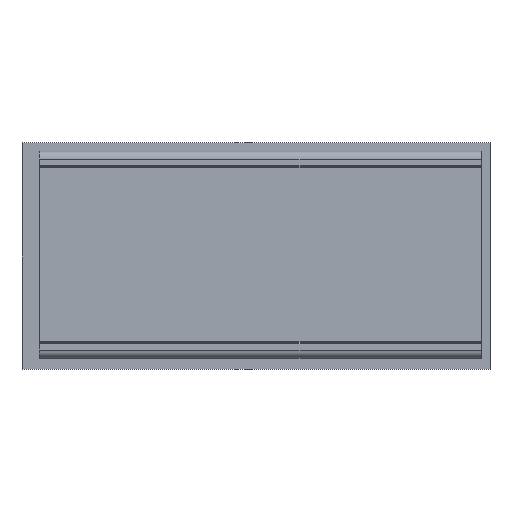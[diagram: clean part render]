
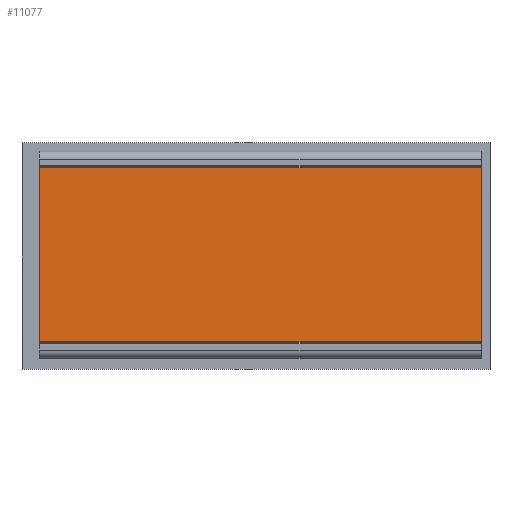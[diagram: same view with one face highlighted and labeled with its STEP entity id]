
A CAD part, top view. The second image highlights one B-rep face of the part: STEP entity #11077.
In plain terms, the highlighted planar face has unit normal (0, 0, 1).
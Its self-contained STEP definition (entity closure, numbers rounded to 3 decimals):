
#118 = PLANE('',#119);
#119 = AXIS2_PLACEMENT_3D('',#120,#121,#122);
#120 = CARTESIAN_POINT('',(-22.604,110.201,
    26.446));
#121 = DIRECTION('',(0.,1.,0.));
#122 = DIRECTION('',(1.,0.,0.));
#177 = PLANE('',#178);
#178 = AXIS2_PLACEMENT_3D('',#179,#180,#181);
#179 = CARTESIAN_POINT('',(-22.604,-109.799,
    26.446));
#180 = DIRECTION('',(0.,1.,0.));
#181 = DIRECTION('',(1.,0.,0.));
#7409 = VERTEX_POINT('',#7410);
#7410 = CARTESIAN_POINT('',(-65.854,-109.799,1.65));
#7425 = CYLINDRICAL_SURFACE('',#7426,1.);
#7426 = AXIS2_PLACEMENT_3D('',#7427,#7428,#7429);
#7427 = CARTESIAN_POINT('',(-65.854,110.201,2.65));
#7428 = DIRECTION('',(0.,-1.,0.));
#7429 = DIRECTION('',(0.,0.,-1.));
#7437 = EDGE_CURVE('',#7438,#7409,#7440,.T.);
#7438 = VERTEX_POINT('',#7439);
#7439 = CARTESIAN_POINT('',(20.646,-109.799,1.65));
#7440 = SURFACE_CURVE('',#7441,(#7445,#7452),.PCURVE_S1.);
#7441 = LINE('',#7442,#7443);
#7442 = CARTESIAN_POINT('',(20.646,-109.799,1.65));
#7443 = VECTOR('',#7444,1.);
#7444 = DIRECTION('',(-1.,0.,0.));
#7445 = PCURVE('',#177,#7446);
#7446 = DEFINITIONAL_REPRESENTATION('',(#7447),#7451);
#7447 = LINE('',#7448,#7449);
#7448 = CARTESIAN_POINT('',(43.25,24.796));
#7449 = VECTOR('',#7450,1.);
#7450 = DIRECTION('',(-1.,0.));
#7451 = ( GEOMETRIC_REPRESENTATION_CONTEXT(2) 
PARAMETRIC_REPRESENTATION_CONTEXT() REPRESENTATION_CONTEXT('2D SPACE',''
  ) );
#7452 = PCURVE('',#7453,#7458);
#7453 = PLANE('',#7454);
#7454 = AXIS2_PLACEMENT_3D('',#7455,#7456,#7457);
#7455 = CARTESIAN_POINT('',(-22.604,110.201,1.65));
#7456 = DIRECTION('',(0.,0.,-1.));
#7457 = DIRECTION('',(0.,1.,0.));
#7458 = DEFINITIONAL_REPRESENTATION('',(#7459),#7463);
#7459 = LINE('',#7460,#7461);
#7460 = CARTESIAN_POINT('',(-220.,43.25));
#7461 = VECTOR('',#7462,1.);
#7462 = DIRECTION('',(0.,-1.));
#7463 = ( GEOMETRIC_REPRESENTATION_CONTEXT(2) 
PARAMETRIC_REPRESENTATION_CONTEXT() REPRESENTATION_CONTEXT('2D SPACE',''
  ) );
#7482 = CYLINDRICAL_SURFACE('',#7483,1.);
#7483 = AXIS2_PLACEMENT_3D('',#7484,#7485,#7486);
#7484 = CARTESIAN_POINT('',(20.646,110.201,2.65));
#7485 = DIRECTION('',(0.,-1.,0.));
#7486 = DIRECTION('',(1.,0.,0.));
#11077 = ADVANCED_FACE('',(#11078),#7453,.F.);
#11078 = FACE_BOUND('',#11079,.F.);
#11079 = EDGE_LOOP('',(#11080,#11103,#11126,#11147));
#11080 = ORIENTED_EDGE('',*,*,#11081,.F.);
#11081 = EDGE_CURVE('',#11082,#7409,#11084,.T.);
#11082 = VERTEX_POINT('',#11083);
#11083 = CARTESIAN_POINT('',(-65.854,110.201,1.65));
#11084 = SURFACE_CURVE('',#11085,(#11089,#11096),.PCURVE_S1.);
#11085 = LINE('',#11086,#11087);
#11086 = CARTESIAN_POINT('',(-65.854,110.201,1.65));
#11087 = VECTOR('',#11088,1.);
#11088 = DIRECTION('',(0.,-1.,0.));
#11089 = PCURVE('',#7453,#11090);
#11090 = DEFINITIONAL_REPRESENTATION('',(#11091),#11095);
#11091 = LINE('',#11092,#11093);
#11092 = CARTESIAN_POINT('',(0.,-43.25));
#11093 = VECTOR('',#11094,1.);
#11094 = DIRECTION('',(-1.,0.));
#11095 = ( GEOMETRIC_REPRESENTATION_CONTEXT(2) 
PARAMETRIC_REPRESENTATION_CONTEXT() REPRESENTATION_CONTEXT('2D SPACE',''
  ) );
#11096 = PCURVE('',#7425,#11097);
#11097 = DEFINITIONAL_REPRESENTATION('',(#11098),#11102);
#11098 = LINE('',#11099,#11100);
#11099 = CARTESIAN_POINT('',(6.283,0.));
#11100 = VECTOR('',#11101,1.);
#11101 = DIRECTION('',(0.,1.));
#11102 = ( GEOMETRIC_REPRESENTATION_CONTEXT(2) 
PARAMETRIC_REPRESENTATION_CONTEXT() REPRESENTATION_CONTEXT('2D SPACE',''
  ) );
#11103 = ORIENTED_EDGE('',*,*,#11104,.T.);
#11104 = EDGE_CURVE('',#11082,#11105,#11107,.T.);
#11105 = VERTEX_POINT('',#11106);
#11106 = CARTESIAN_POINT('',(20.646,110.201,1.65));
#11107 = SURFACE_CURVE('',#11108,(#11112,#11119),.PCURVE_S1.);
#11108 = LINE('',#11109,#11110);
#11109 = CARTESIAN_POINT('',(-65.854,110.201,1.65));
#11110 = VECTOR('',#11111,1.);
#11111 = DIRECTION('',(1.,0.,0.));
#11112 = PCURVE('',#7453,#11113);
#11113 = DEFINITIONAL_REPRESENTATION('',(#11114),#11118);
#11114 = LINE('',#11115,#11116);
#11115 = CARTESIAN_POINT('',(0.,-43.25));
#11116 = VECTOR('',#11117,1.);
#11117 = DIRECTION('',(0.,1.));
#11118 = ( GEOMETRIC_REPRESENTATION_CONTEXT(2) 
PARAMETRIC_REPRESENTATION_CONTEXT() REPRESENTATION_CONTEXT('2D SPACE',''
  ) );
#11119 = PCURVE('',#118,#11120);
#11120 = DEFINITIONAL_REPRESENTATION('',(#11121),#11125);
#11121 = LINE('',#11122,#11123);
#11122 = CARTESIAN_POINT('',(-43.25,24.796));
#11123 = VECTOR('',#11124,1.);
#11124 = DIRECTION('',(1.,0.));
#11125 = ( GEOMETRIC_REPRESENTATION_CONTEXT(2) 
PARAMETRIC_REPRESENTATION_CONTEXT() REPRESENTATION_CONTEXT('2D SPACE',''
  ) );
#11126 = ORIENTED_EDGE('',*,*,#11127,.T.);
#11127 = EDGE_CURVE('',#11105,#7438,#11128,.T.);
#11128 = SURFACE_CURVE('',#11129,(#11133,#11140),.PCURVE_S1.);
#11129 = LINE('',#11130,#11131);
#11130 = CARTESIAN_POINT('',(20.646,110.201,1.65));
#11131 = VECTOR('',#11132,1.);
#11132 = DIRECTION('',(0.,-1.,0.));
#11133 = PCURVE('',#7453,#11134);
#11134 = DEFINITIONAL_REPRESENTATION('',(#11135),#11139);
#11135 = LINE('',#11136,#11137);
#11136 = CARTESIAN_POINT('',(0.,43.25));
#11137 = VECTOR('',#11138,1.);
#11138 = DIRECTION('',(-1.,0.));
#11139 = ( GEOMETRIC_REPRESENTATION_CONTEXT(2) 
PARAMETRIC_REPRESENTATION_CONTEXT() REPRESENTATION_CONTEXT('2D SPACE',''
  ) );
#11140 = PCURVE('',#7482,#11141);
#11141 = DEFINITIONAL_REPRESENTATION('',(#11142),#11146);
#11142 = LINE('',#11143,#11144);
#11143 = CARTESIAN_POINT('',(4.712,0.));
#11144 = VECTOR('',#11145,1.);
#11145 = DIRECTION('',(0.,1.));
#11146 = ( GEOMETRIC_REPRESENTATION_CONTEXT(2) 
PARAMETRIC_REPRESENTATION_CONTEXT() REPRESENTATION_CONTEXT('2D SPACE',''
  ) );
#11147 = ORIENTED_EDGE('',*,*,#7437,.T.);
